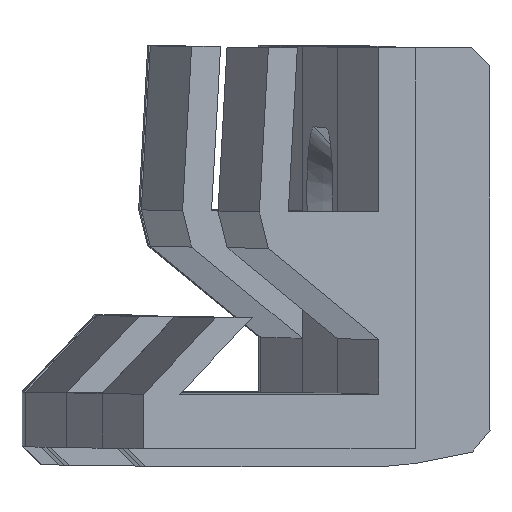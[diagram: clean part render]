
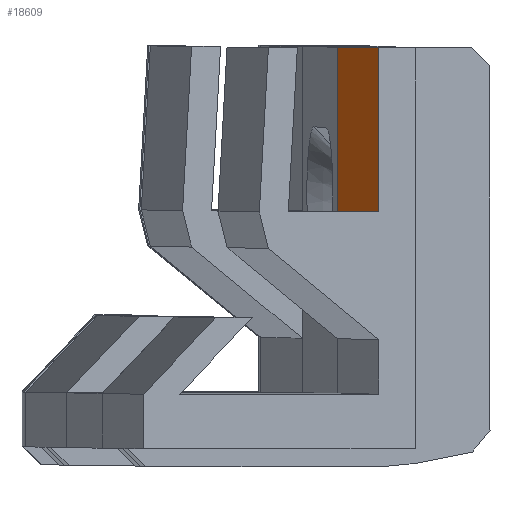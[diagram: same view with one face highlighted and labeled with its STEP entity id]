
A CAD part, left-side view. The second image highlights one B-rep face of the part: STEP entity #18609.
In plain terms, the highlighted face is planar.
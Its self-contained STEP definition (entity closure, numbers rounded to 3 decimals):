
#17194 = PLANE('',#17195);
#17195 = AXIS2_PLACEMENT_3D('',#17196,#17197,#17198);
#17196 = CARTESIAN_POINT('',(-10.5,5.766,9.503));
#17197 = DIRECTION('',(-1.,0.,0.));
#17198 = DIRECTION('',(0.,0.,1.));
#17222 = PLANE('',#17223);
#17223 = AXIS2_PLACEMENT_3D('',#17224,#17225,#17226);
#17224 = CARTESIAN_POINT('',(0.,0.,22.));
#17225 = DIRECTION('',(0.,0.,-1.));
#17226 = DIRECTION('',(0.,1.,0.));
#17562 = VERTEX_POINT('',#17563);
#17563 = CARTESIAN_POINT('',(-10.5,2.,22.));
#17584 = EDGE_CURVE('',#17585,#17562,#17587,.T.);
#17585 = VERTEX_POINT('',#17586);
#17586 = CARTESIAN_POINT('',(10.5,2.,22.));
#17587 = SURFACE_CURVE('',#17588,(#17592,#17599),.PCURVE_S1.);
#17588 = LINE('',#17589,#17590);
#17589 = CARTESIAN_POINT('',(10.5,2.,22.));
#17590 = VECTOR('',#17591,1.);
#17591 = DIRECTION('',(-1.,0.,0.));
#17592 = PCURVE('',#17222,#17593);
#17593 = DEFINITIONAL_REPRESENTATION('',(#17594),#17598);
#17594 = LINE('',#17595,#17596);
#17595 = CARTESIAN_POINT('',(2.,10.5));
#17596 = VECTOR('',#17597,1.);
#17597 = DIRECTION('',(0.,-1.));
#17598 = ( GEOMETRIC_REPRESENTATION_CONTEXT(2) 
PARAMETRIC_REPRESENTATION_CONTEXT() REPRESENTATION_CONTEXT('2D SPACE',''
  ) );
#17599 = PCURVE('',#17600,#17605);
#17600 = PLANE('',#17601);
#17601 = AXIS2_PLACEMENT_3D('',#17602,#17603,#17604);
#17602 = CARTESIAN_POINT('',(0.,2.,22.));
#17603 = DIRECTION('',(-0.,-1.,-0.));
#17604 = DIRECTION('',(0.,0.,-1.));
#17605 = DEFINITIONAL_REPRESENTATION('',(#17606),#17610);
#17606 = LINE('',#17607,#17608);
#17607 = CARTESIAN_POINT('',(0.,10.5));
#17608 = VECTOR('',#17609,1.);
#17609 = DIRECTION('',(0.,-1.));
#17610 = ( GEOMETRIC_REPRESENTATION_CONTEXT(2) 
PARAMETRIC_REPRESENTATION_CONTEXT() REPRESENTATION_CONTEXT('2D SPACE',''
  ) );
#17628 = PLANE('',#17629);
#17629 = AXIS2_PLACEMENT_3D('',#17630,#17631,#17632);
#17630 = CARTESIAN_POINT('',(10.5,5.766,9.503));
#17631 = DIRECTION('',(-1.,0.,0.));
#17632 = DIRECTION('',(0.,0.,1.));
#17808 = EDGE_CURVE('',#17562,#17809,#17811,.T.);
#17809 = VERTEX_POINT('',#17810);
#17810 = CARTESIAN_POINT('',(-10.5,2.,13.));
#17811 = SURFACE_CURVE('',#17812,(#17816,#17823),.PCURVE_S1.);
#17812 = LINE('',#17813,#17814);
#17813 = CARTESIAN_POINT('',(-10.5,2.,22.));
#17814 = VECTOR('',#17815,1.);
#17815 = DIRECTION('',(0.,0.,-1.));
#17816 = PCURVE('',#17194,#17817);
#17817 = DEFINITIONAL_REPRESENTATION('',(#17818),#17822);
#17818 = LINE('',#17819,#17820);
#17819 = CARTESIAN_POINT('',(12.497,-3.766));
#17820 = VECTOR('',#17821,1.);
#17821 = DIRECTION('',(-1.,0.));
#17822 = ( GEOMETRIC_REPRESENTATION_CONTEXT(2) 
PARAMETRIC_REPRESENTATION_CONTEXT() REPRESENTATION_CONTEXT('2D SPACE',''
  ) );
#17823 = PCURVE('',#17600,#17824);
#17824 = DEFINITIONAL_REPRESENTATION('',(#17825),#17829);
#17825 = LINE('',#17826,#17827);
#17826 = CARTESIAN_POINT('',(0.,-10.5));
#17827 = VECTOR('',#17828,1.);
#17828 = DIRECTION('',(1.,0.));
#17829 = ( GEOMETRIC_REPRESENTATION_CONTEXT(2) 
PARAMETRIC_REPRESENTATION_CONTEXT() REPRESENTATION_CONTEXT('2D SPACE',''
  ) );
#17847 = PLANE('',#17848);
#17848 = AXIS2_PLACEMENT_3D('',#17849,#17850,#17851);
#17849 = CARTESIAN_POINT('',(0.,2.,13.));
#17850 = DIRECTION('',(0.,0.,-1.));
#17851 = DIRECTION('',(0.,1.,0.));
#18609 = ADVANCED_FACE('',(#18610),#17600,.F.);
#18610 = FACE_BOUND('',#18611,.F.);
#18611 = EDGE_LOOP('',(#18612,#18613,#18636,#18657));
#18612 = ORIENTED_EDGE('',*,*,#17808,.T.);
#18613 = ORIENTED_EDGE('',*,*,#18614,.F.);
#18614 = EDGE_CURVE('',#18615,#17809,#18617,.T.);
#18615 = VERTEX_POINT('',#18616);
#18616 = CARTESIAN_POINT('',(10.5,2.,13.));
#18617 = SURFACE_CURVE('',#18618,(#18622,#18629),.PCURVE_S1.);
#18618 = LINE('',#18619,#18620);
#18619 = CARTESIAN_POINT('',(10.5,2.,13.));
#18620 = VECTOR('',#18621,1.);
#18621 = DIRECTION('',(-1.,0.,0.));
#18622 = PCURVE('',#17600,#18623);
#18623 = DEFINITIONAL_REPRESENTATION('',(#18624),#18628);
#18624 = LINE('',#18625,#18626);
#18625 = CARTESIAN_POINT('',(9.,10.5));
#18626 = VECTOR('',#18627,1.);
#18627 = DIRECTION('',(0.,-1.));
#18628 = ( GEOMETRIC_REPRESENTATION_CONTEXT(2) 
PARAMETRIC_REPRESENTATION_CONTEXT() REPRESENTATION_CONTEXT('2D SPACE',''
  ) );
#18629 = PCURVE('',#17847,#18630);
#18630 = DEFINITIONAL_REPRESENTATION('',(#18631),#18635);
#18631 = LINE('',#18632,#18633);
#18632 = CARTESIAN_POINT('',(0.,10.5));
#18633 = VECTOR('',#18634,1.);
#18634 = DIRECTION('',(0.,-1.));
#18635 = ( GEOMETRIC_REPRESENTATION_CONTEXT(2) 
PARAMETRIC_REPRESENTATION_CONTEXT() REPRESENTATION_CONTEXT('2D SPACE',''
  ) );
#18636 = ORIENTED_EDGE('',*,*,#18637,.F.);
#18637 = EDGE_CURVE('',#17585,#18615,#18638,.T.);
#18638 = SURFACE_CURVE('',#18639,(#18643,#18650),.PCURVE_S1.);
#18639 = LINE('',#18640,#18641);
#18640 = CARTESIAN_POINT('',(10.5,2.,22.));
#18641 = VECTOR('',#18642,1.);
#18642 = DIRECTION('',(0.,0.,-1.));
#18643 = PCURVE('',#17600,#18644);
#18644 = DEFINITIONAL_REPRESENTATION('',(#18645),#18649);
#18645 = LINE('',#18646,#18647);
#18646 = CARTESIAN_POINT('',(0.,10.5));
#18647 = VECTOR('',#18648,1.);
#18648 = DIRECTION('',(1.,0.));
#18649 = ( GEOMETRIC_REPRESENTATION_CONTEXT(2) 
PARAMETRIC_REPRESENTATION_CONTEXT() REPRESENTATION_CONTEXT('2D SPACE',''
  ) );
#18650 = PCURVE('',#17628,#18651);
#18651 = DEFINITIONAL_REPRESENTATION('',(#18652),#18656);
#18652 = LINE('',#18653,#18654);
#18653 = CARTESIAN_POINT('',(12.497,-3.766));
#18654 = VECTOR('',#18655,1.);
#18655 = DIRECTION('',(-1.,0.));
#18656 = ( GEOMETRIC_REPRESENTATION_CONTEXT(2) 
PARAMETRIC_REPRESENTATION_CONTEXT() REPRESENTATION_CONTEXT('2D SPACE',''
  ) );
#18657 = ORIENTED_EDGE('',*,*,#17584,.T.);
